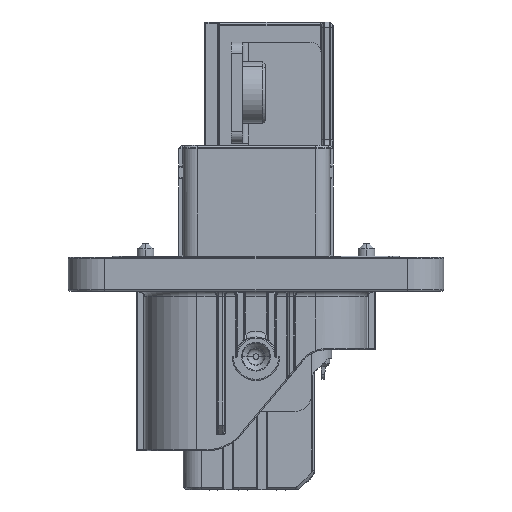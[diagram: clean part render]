
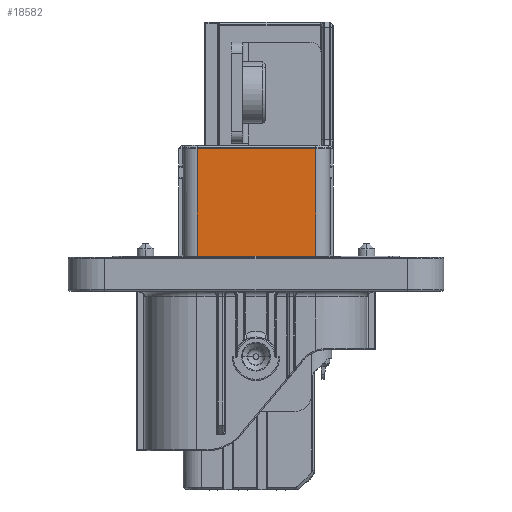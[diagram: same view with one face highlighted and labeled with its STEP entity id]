
A CAD part, left-side view. The second image highlights one B-rep face of the part: STEP entity #18582.
In plain terms, the highlighted planar face has unit normal (-1, 0, 0).
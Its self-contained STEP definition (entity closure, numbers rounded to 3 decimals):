
#4184 = CARTESIAN_POINT ( 'NONE',  ( -15.75, 13.75, 26. ) ) ;
#6973 = DIRECTION ( 'NONE',  ( 1., 0., 0. ) ) ;
#7300 = EDGE_CURVE ( 'NONE', #153738, #12544, #177003, .T. ) ;
#12544 = VERTEX_POINT ( 'NONE', #16380 ) ;
#16339 = CARTESIAN_POINT ( 'NONE',  ( -15.75, 13.75, 6.2 ) ) ;
#16380 = CARTESIAN_POINT ( 'NONE',  ( -15.75, 10.5, 6.2 ) ) ;
#17222 = EDGE_CURVE ( 'NONE', #129215, #35576, #101363, .T. ) ;
#18582 = ADVANCED_FACE ( 'NONE', ( #175988 ), #46681, .F. ) ;
#30070 = ORIENTED_EDGE ( 'NONE', *, *, #118773, .T. ) ;
#35576 = VERTEX_POINT ( 'NONE', #91053 ) ;
#39278 = ORIENTED_EDGE ( 'NONE', *, *, #7300, .T. ) ;
#46681 = PLANE ( 'NONE',  #74422 ) ;
#47213 = VECTOR ( 'NONE', #105255, 1000. ) ;
#47717 = CARTESIAN_POINT ( 'NONE',  ( -15.75, 10.5, 26. ) ) ;
#48893 = LINE ( 'NONE', #67648, #174495 ) ;
#59755 = ORIENTED_EDGE ( 'NONE', *, *, #17222, .T. ) ;
#64543 = DIRECTION ( 'NONE',  ( 0., 1., 0. ) ) ;
#67648 = CARTESIAN_POINT ( 'NONE',  ( -15.75, 10.5, 25.417 ) ) ;
#71197 = CARTESIAN_POINT ( 'NONE',  ( -15.75, -10.65, 26. ) ) ;
#74422 = AXIS2_PLACEMENT_3D ( 'NONE', #4184, #6973, #64543 ) ;
#87070 = DIRECTION ( 'NONE',  ( 0., -1., 0. ) ) ;
#88158 = DIRECTION ( 'NONE',  ( 0., 0., 1. ) ) ;
#91053 = CARTESIAN_POINT ( 'NONE',  ( -15.75, -10.65, 25.417 ) ) ;
#94093 = DIRECTION ( 'NONE',  ( 0., 1., 0. ) ) ;
#97833 = VECTOR ( 'NONE', #87070, 1000. ) ;
#101363 = LINE ( 'NONE', #71197, #116999 ) ;
#105255 = DIRECTION ( 'NONE',  ( 0., 0., -1. ) ) ;
#116999 = VECTOR ( 'NONE', #88158, 1000. ) ;
#118773 = EDGE_CURVE ( 'NONE', #12544, #129215, #128619, .T. ) ;
#128619 = LINE ( 'NONE', #16339, #97833 ) ;
#129215 = VERTEX_POINT ( 'NONE', #141769 ) ;
#130389 = ORIENTED_EDGE ( 'NONE', *, *, #155431, .T. ) ;
#131707 = CARTESIAN_POINT ( 'NONE',  ( -15.75, 10.5, 25.417 ) ) ;
#141769 = CARTESIAN_POINT ( 'NONE',  ( -15.75, -10.65, 6.2 ) ) ;
#141948 = EDGE_LOOP ( 'NONE', ( #39278, #30070, #59755, #130389 ) ) ;
#153738 = VERTEX_POINT ( 'NONE', #131707 ) ;
#155431 = EDGE_CURVE ( 'NONE', #35576, #153738, #48893, .T. ) ;
#174495 = VECTOR ( 'NONE', #94093, 1000. ) ;
#175988 = FACE_OUTER_BOUND ( 'NONE', #141948, .T. ) ;
#177003 = LINE ( 'NONE', #47717, #47213 ) ;
